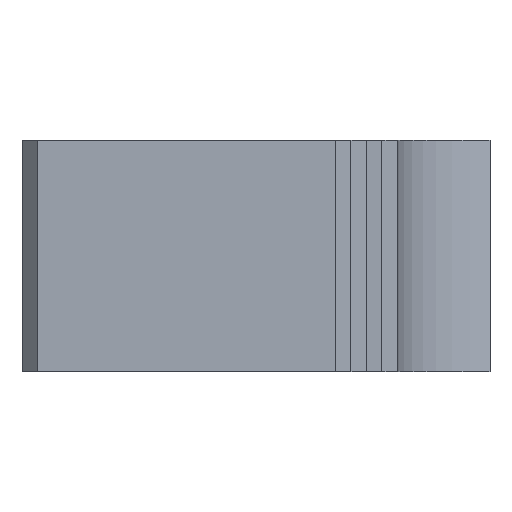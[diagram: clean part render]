
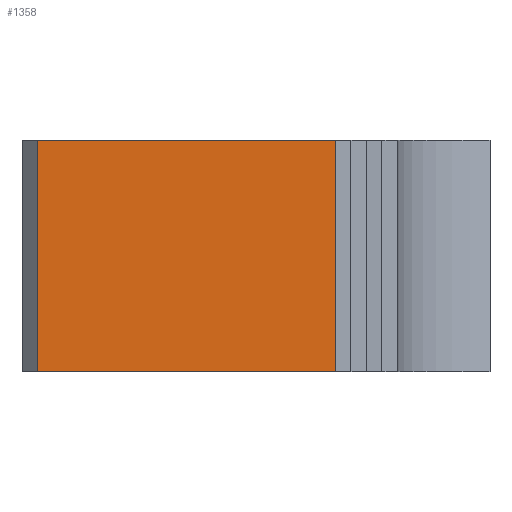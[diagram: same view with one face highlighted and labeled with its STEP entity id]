
A CAD part, left-side view. The second image highlights one B-rep face of the part: STEP entity #1358.
In plain terms, the highlighted planar face has unit normal (-1, 0, 0).
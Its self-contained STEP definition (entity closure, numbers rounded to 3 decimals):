
#146=FACE_OUTER_BOUND('',#225,.T.);
#225=EDGE_LOOP('',(#1169,#1170,#1171,#1172));
#323=LINE('',#2293,#470);
#345=LINE('',#2349,#492);
#369=LINE('',#2407,#516);
#370=LINE('',#2409,#517);
#470=VECTOR('',#1574,10.);
#492=VECTOR('',#1614,10.);
#516=VECTOR('',#1668,10.);
#517=VECTOR('',#1671,10.);
#620=VERTEX_POINT('',#2290);
#621=VERTEX_POINT('',#2292);
#645=VERTEX_POINT('',#2346);
#646=VERTEX_POINT('',#2348);
#786=EDGE_CURVE('',#620,#621,#323,.T.);
#813=EDGE_CURVE('',#645,#646,#345,.T.);
#843=EDGE_CURVE('',#646,#620,#369,.T.);
#844=EDGE_CURVE('',#621,#645,#370,.T.);
#1169=ORIENTED_EDGE('',*,*,#843,.F.);
#1170=ORIENTED_EDGE('',*,*,#813,.F.);
#1171=ORIENTED_EDGE('',*,*,#844,.F.);
#1172=ORIENTED_EDGE('',*,*,#786,.F.);
#1288=PLANE('',#1436);
#1358=ADVANCED_FACE('',(#146),#1288,.F.);
#1436=AXIS2_PLACEMENT_3D('',#2408,#1669,#1670);
#1574=DIRECTION('',(0.,1.,0.));
#1614=DIRECTION('',(0.,-1.,0.));
#1668=DIRECTION('',(0.,0.,-1.));
#1669=DIRECTION('center_axis',(1.,0.,0.));
#1670=DIRECTION('ref_axis',(0.,0.,
-1.));
#1671=DIRECTION('',(0.,0.,1.));
#2290=CARTESIAN_POINT('',(12.666,10.116,-11.7));
#2292=CARTESIAN_POINT('',(12.666,19.766,-11.7));
#2293=CARTESIAN_POINT('',(12.666,15.191,-11.7));
#2346=CARTESIAN_POINT('',(12.666,19.766,-4.2));
#2348=CARTESIAN_POINT('',(12.666,10.116,-4.2));
#2349=CARTESIAN_POINT('',(12.666,15.191,-4.2));
#2407=CARTESIAN_POINT('',(12.666,10.116,-5.95));
#2408=CARTESIAN_POINT('Origin',(12.666,15.191,-7.699));
#2409=CARTESIAN_POINT('',(12.666,19.766,-5.95));
